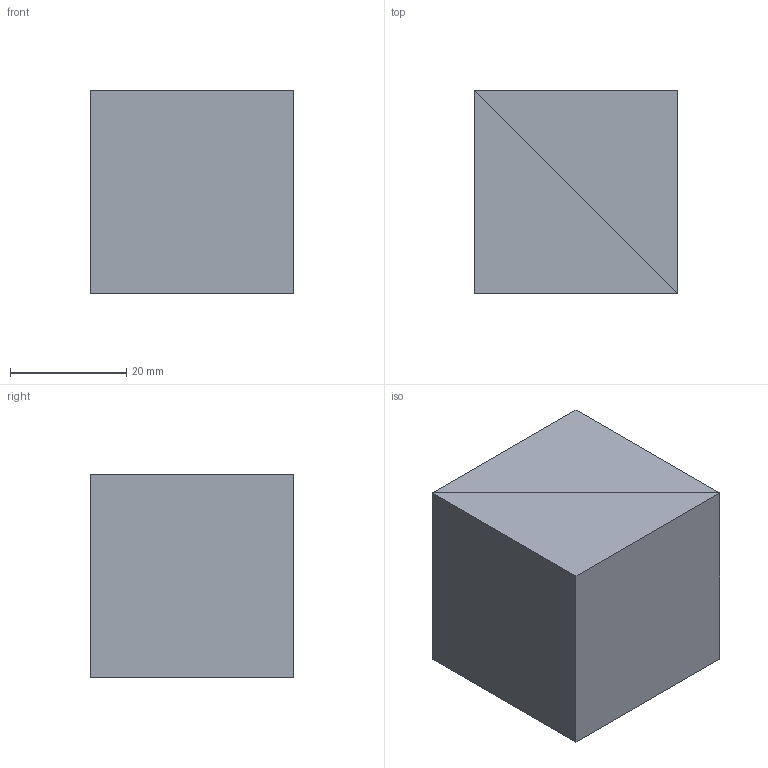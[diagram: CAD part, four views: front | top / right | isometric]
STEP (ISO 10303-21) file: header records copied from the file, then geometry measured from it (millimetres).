
FILE_DESCRIPTION (( 'STEP AP214' ), '1' );
FILE_NAME ('20097.step', '2022-07-08T19:02:53', ( '' ), ( '' ), 'SwSTEP 2.0', 'SolidWorks 2021', '' );
FILE_SCHEMA (( 'AUTOMOTIVE_DESIGN' ));
Length unit declared in the file: millimetre
Products named in the file (4): NOA61_NOA61orEquiv; 47571; 20097; 49185
Assembly tree (3 placements, depth 3):
  NOA61_NOA61orEquiv
  20097
    47571
      49185  x2
Bounding box: 35 x 35 x 35 mm (x, y, z)
Volume: 42875 mm3; surface area: 10814.8 mm2
Topology: 2 solids, 2 shells, 10 faces, 18 edges, 12 vertices
Faces by surface type: plane 10
Entity records: 234 total; most frequent: DIRECTION 33, CARTESIAN_POINT 27, ORIENTED_EDGE 18, AXIS2_PLACEMENT_3D 12, LINE 9, EDGE_CURVE 9, VECTOR 9, APPLICATION_PROTOCOL_DEFINITION 8
